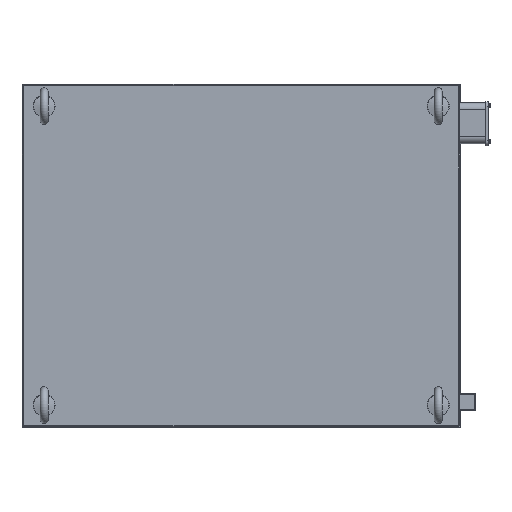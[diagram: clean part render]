
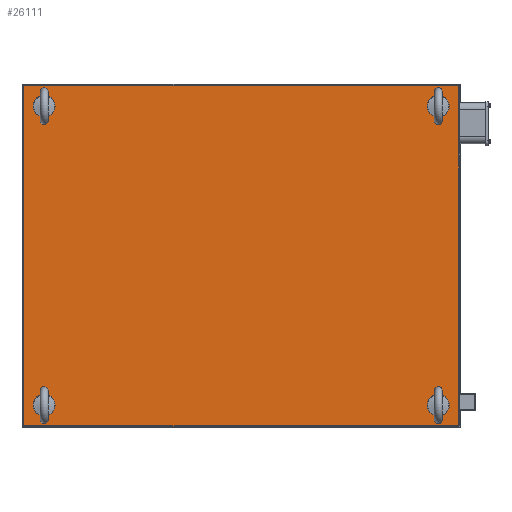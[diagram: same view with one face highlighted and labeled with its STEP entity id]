
A CAD part, top view. The second image highlights one B-rep face of the part: STEP entity #26111.
In plain terms, the highlighted planar face has unit normal (0, 0, 1).
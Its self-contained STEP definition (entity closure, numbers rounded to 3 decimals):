
#1356=FACE_BOUND('',#6972,.T.);
#1357=FACE_BOUND('',#6973,.T.);
#1358=FACE_BOUND('',#6974,.T.);
#1359=FACE_BOUND('',#6975,.T.);
#1530=PLANE('',#27700);
#2315=LINE('',#41415,#3860);
#2316=LINE('',#41417,#3861);
#2317=LINE('',#41419,#3862);
#2318=LINE('',#41420,#3863);
#3860=VECTOR('',#31553,1.);
#3861=VECTOR('',#31554,1.);
#3862=VECTOR('',#31555,1.);
#3863=VECTOR('',#31556,1.);
#5438=FACE_OUTER_BOUND('',#6971,.T.);
#6971=EDGE_LOOP('',(#17414,#17415,#17416,#17417));
#6972=EDGE_LOOP('',(#17418,#17419));
#6973=EDGE_LOOP('',(#17420,#17421));
#6974=EDGE_LOOP('',(#17422,#17423));
#6975=EDGE_LOOP('',(#17424,#17425));
#8676=CIRCLE('',#27694,32.5);
#8677=CIRCLE('',#27695,32.5);
#8680=CIRCLE('',#27701,32.5);
#8681=CIRCLE('',#27702,32.5);
#8682=CIRCLE('',#27703,32.5);
#8683=CIRCLE('',#27704,32.5);
#8684=CIRCLE('',#27705,32.5);
#8685=CIRCLE('',#27706,32.5);
#10472=VERTEX_POINT('',#41403);
#10473=VERTEX_POINT('',#41404);
#10474=VERTEX_POINT('',#41413);
#10475=VERTEX_POINT('',#41414);
#10476=VERTEX_POINT('',#41416);
#10477=VERTEX_POINT('',#41418);
#10478=VERTEX_POINT('',#41421);
#10479=VERTEX_POINT('',#41422);
#10480=VERTEX_POINT('',#41425);
#10481=VERTEX_POINT('',#41426);
#10482=VERTEX_POINT('',#41429);
#10483=VERTEX_POINT('',#41430);
#13193=EDGE_CURVE('',#10472,#10473,#8676,.T.);
#13194=EDGE_CURVE('',#10473,#10472,#8677,.T.);
#13198=EDGE_CURVE('',#10474,#10475,#2315,.T.);
#13199=EDGE_CURVE('',#10476,#10474,#2316,.T.);
#13200=EDGE_CURVE('',#10477,#10476,#2317,.T.);
#13201=EDGE_CURVE('',#10475,#10477,#2318,.T.);
#13202=EDGE_CURVE('',#10478,#10479,#8680,.T.);
#13203=EDGE_CURVE('',#10479,#10478,#8681,.T.);
#13204=EDGE_CURVE('',#10480,#10481,#8682,.T.);
#13205=EDGE_CURVE('',#10481,#10480,#8683,.T.);
#13206=EDGE_CURVE('',#10482,#10483,#8684,.T.);
#13207=EDGE_CURVE('',#10483,#10482,#8685,.T.);
#17414=ORIENTED_EDGE('',*,*,#13198,.F.);
#17415=ORIENTED_EDGE('',*,*,#13199,.F.);
#17416=ORIENTED_EDGE('',*,*,#13200,.F.);
#17417=ORIENTED_EDGE('',*,*,#13201,.F.);
#17418=ORIENTED_EDGE('',*,*,#13202,.T.);
#17419=ORIENTED_EDGE('',*,*,#13203,.T.);
#17420=ORIENTED_EDGE('',*,*,#13204,.T.);
#17421=ORIENTED_EDGE('',*,*,#13205,.T.);
#17422=ORIENTED_EDGE('',*,*,#13193,.T.);
#17423=ORIENTED_EDGE('',*,*,#13194,.T.);
#17424=ORIENTED_EDGE('',*,*,#13206,.T.);
#17425=ORIENTED_EDGE('',*,*,#13207,.T.);
#26111=ADVANCED_FACE('',(#5438,#1356,#1357,#1358,#1359),#1530,.T.);
#27694=AXIS2_PLACEMENT_3D('',#41405,#31538,#31539);
#27695=AXIS2_PLACEMENT_3D('',#41406,#31540,#31541);
#27700=AXIS2_PLACEMENT_3D('',#41412,#31551,#31552);
#27701=AXIS2_PLACEMENT_3D('',#41423,#31557,#31558);
#27702=AXIS2_PLACEMENT_3D('',#41424,#31559,#31560);
#27703=AXIS2_PLACEMENT_3D('',#41427,#31561,#31562);
#27704=AXIS2_PLACEMENT_3D('',#41428,#31563,#31564);
#27705=AXIS2_PLACEMENT_3D('',#41431,#31565,#31566);
#27706=AXIS2_PLACEMENT_3D('',#41432,#31567,#31568);
#31538=DIRECTION('center_axis',(0.,0.,-1.));
#31539=DIRECTION('ref_axis',(0.,-1.,0.));
#31540=DIRECTION('center_axis',(0.,0.,-1.));
#31541=DIRECTION('ref_axis',(0.,-1.,0.));
#31551=DIRECTION('center_axis',(0.,0.,1.));
#31552=DIRECTION('ref_axis',(1.,0.,0.));
#31553=DIRECTION('',(0.,1.,0.));
#31554=DIRECTION('',(-1.,0.,0.));
#31555=DIRECTION('',(0.,-1.,0.));
#31556=DIRECTION('',(1.,0.,0.));
#31557=DIRECTION('center_axis',(0.,0.,-1.));
#31558=DIRECTION('ref_axis',(0.,-1.,0.));
#31559=DIRECTION('center_axis',(0.,0.,-1.));
#31560=DIRECTION('ref_axis',(0.,-1.,0.));
#31561=DIRECTION('center_axis',(0.,0.,-1.));
#31562=DIRECTION('ref_axis',(0.,-1.,0.));
#31563=DIRECTION('center_axis',(0.,0.,-1.));
#31564=DIRECTION('ref_axis',(0.,-1.,0.));
#31565=DIRECTION('center_axis',(0.,0.,-1.));
#31566=DIRECTION('ref_axis',(0.,-1.,0.));
#31567=DIRECTION('center_axis',(0.,0.,-1.));
#31568=DIRECTION('ref_axis',(0.,-1.,0.));
#41403=CARTESIAN_POINT('',(5120.,777.5,58.));
#41404=CARTESIAN_POINT('',(5120.,842.5,58.));
#41405=CARTESIAN_POINT('Origin',(5120.,810.,58.));
#41406=CARTESIAN_POINT('Origin',(5120.,810.,58.));
#41412=CARTESIAN_POINT('Origin',(5110.,0.,58.));
#41413=CARTESIAN_POINT('',(5060.,-130.,58.));
#41414=CARTESIAN_POINT('',(5060.,870.,58.));
#41415=CARTESIAN_POINT('',(5060.,0.,58.));
#41416=CARTESIAN_POINT('',(6340.,-130.,58.));
#41417=CARTESIAN_POINT('',(6010.,-130.,58.));
#41418=CARTESIAN_POINT('',(6340.,870.,58.));
#41419=CARTESIAN_POINT('',(6340.,800.,58.));
#41420=CARTESIAN_POINT('',(5110.,870.,58.));
#41421=CARTESIAN_POINT('',(6280.,-102.5,58.));
#41422=CARTESIAN_POINT('',(6280.,-37.5,58.));
#41423=CARTESIAN_POINT('Origin',(6280.,-70.,58.));
#41424=CARTESIAN_POINT('Origin',(6280.,-70.,58.));
#41425=CARTESIAN_POINT('',(6280.,777.5,58.));
#41426=CARTESIAN_POINT('',(6280.,842.5,58.));
#41427=CARTESIAN_POINT('Origin',(6280.,810.,58.));
#41428=CARTESIAN_POINT('Origin',(6280.,810.,58.));
#41429=CARTESIAN_POINT('',(5120.,-102.5,58.));
#41430=CARTESIAN_POINT('',(5120.,-37.5,58.));
#41431=CARTESIAN_POINT('Origin',(5120.,-70.,58.));
#41432=CARTESIAN_POINT('Origin',(5120.,-70.,58.));
